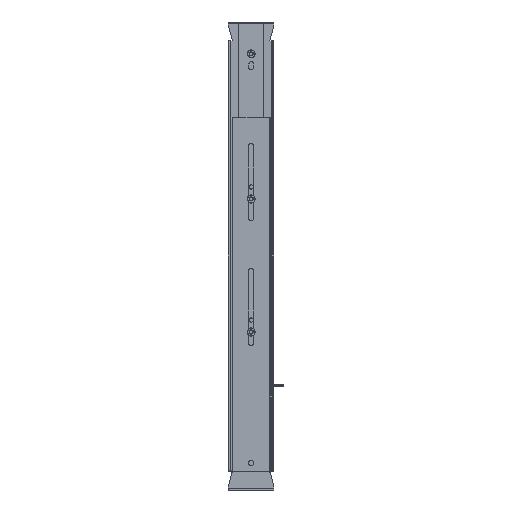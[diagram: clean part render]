
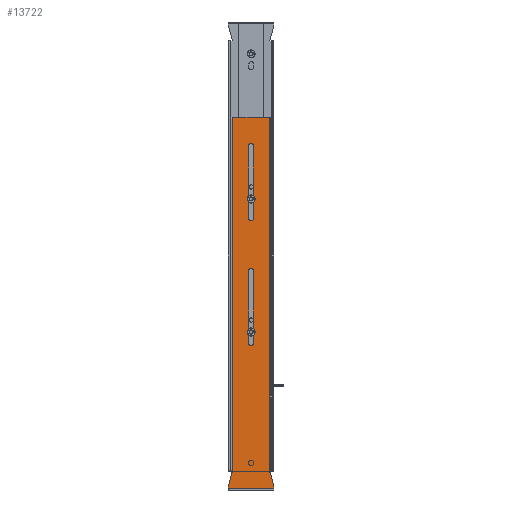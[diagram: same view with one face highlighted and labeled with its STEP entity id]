
A CAD part, left-side view. The second image highlights one B-rep face of the part: STEP entity #13722.
In plain terms, the highlighted face is planar.
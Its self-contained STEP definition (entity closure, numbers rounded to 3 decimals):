
#12753=DIRECTION('',(0.,-1.,0.));
#12754=VECTOR('',#12753,44.);
#12755=CARTESIAN_POINT('',(186.75,22.,0.));
#12756=LINE('',#12755,#12754);
#12757=DIRECTION('',(-1.,0.,0.));
#12758=VECTOR('',#12757,1.513);
#12759=CARTESIAN_POINT('',(186.75,-22.,0.));
#12760=LINE('',#12759,#12758);
#12761=DIRECTION('',(-0.966,0.258,0.));
#12762=VECTOR('',#12761,13.959);
#12763=CARTESIAN_POINT('',(185.237,-22.,0.));
#12764=LINE('',#12763,#12762);
#12765=DIRECTION('',(-1.,0.,0.));
#12766=VECTOR('',#12765,1.5);
#12767=CARTESIAN_POINT('',(171.75,-17.75,0.));
#12768=LINE('',#12767,#12766);
#12769=DIRECTION('',(0.,1.,0.));
#12770=VECTOR('',#12769,35.5);
#12771=CARTESIAN_POINT('',(-170.25,-17.75,0.));
#12772=LINE('',#12771,#12770);
#12773=DIRECTION('',(0.,1.,0.));
#12774=VECTOR('',#12773,0.65);
#12775=CARTESIAN_POINT('',(171.75,17.75,0.));
#12776=LINE('',#12775,#12774);
#12777=DIRECTION('',(0.966,0.258,0.));
#12778=VECTOR('',#12777,13.959);
#12779=CARTESIAN_POINT('',(171.75,18.4,0.));
#12780=LINE('',#12779,#12778);
#12781=DIRECTION('',(1.,0.,0.));
#12782=VECTOR('',#12781,1.513);
#12783=CARTESIAN_POINT('',(185.237,22.,0.));
#12784=LINE('',#12783,#12782);
#12785=DIRECTION('',(-1.,0.,0.));
#12786=VECTOR('',#12785,70.);
#12787=CARTESIAN_POINT('',(-72.75,2.25,0.));
#12788=LINE('',#12787,#12786);
#12789=CARTESIAN_POINT('',(-142.75,0.,0.));
#12790=DIRECTION('',(0.,0.,1.));
#12791=DIRECTION('',(0.,1.,0.));
#12792=AXIS2_PLACEMENT_3D('',#12789,#12790,#12791);
#12794=DIRECTION('',(1.,0.,0.));
#12795=VECTOR('',#12794,70.);
#12796=CARTESIAN_POINT('',(-142.75,-2.25,0.));
#12797=LINE('',#12796,#12795);
#12798=CARTESIAN_POINT('',(-72.75,0.,0.));
#12799=DIRECTION('',(0.,0.,1.));
#12800=DIRECTION('',(0.,-1.,0.));
#12801=AXIS2_PLACEMENT_3D('',#12798,#12799,#12800);
#12803=DIRECTION('',(-1.,0.,0.));
#12804=VECTOR('',#12803,70.);
#12805=CARTESIAN_POINT('',(47.25,2.25,0.));
#12806=LINE('',#12805,#12804);
#12807=CARTESIAN_POINT('',(-22.75,0.,0.));
#12808=DIRECTION('',(0.,0.,1.));
#12809=DIRECTION('',(0.,1.,0.));
#12810=AXIS2_PLACEMENT_3D('',#12807,#12808,#12809);
#12812=DIRECTION('',(1.,0.,0.));
#12813=VECTOR('',#12812,70.);
#12814=CARTESIAN_POINT('',(-22.75,-2.25,0.));
#12815=LINE('',#12814,#12813);
#12816=CARTESIAN_POINT('',(47.25,0.,0.));
#12817=DIRECTION('',(0.,0.,1.));
#12818=DIRECTION('',(0.,-1.,0.));
#12819=AXIS2_PLACEMENT_3D('',#12816,#12817,#12818);
#12968=DIRECTION('',(-1.,0.,0.));
#12969=VECTOR('',#12968,1.5);
#12970=CARTESIAN_POINT('',(171.75,17.75,0.));
#12971=LINE('',#12970,#12969);
#12988=DIRECTION('',(-1.,0.,0.));
#12989=VECTOR('',#12988,340.5);
#12990=CARTESIAN_POINT('',(170.25,17.75,0.));
#12991=LINE('',#12990,#12989);
#13078=DIRECTION('',(1.,0.,0.));
#13079=VECTOR('',#13078,340.5);
#13080=CARTESIAN_POINT('',(-170.25,-17.75,0.));
#13081=LINE('',#13080,#13079);
#13108=DIRECTION('',(0.,-1.,0.));
#13109=VECTOR('',#13108,0.65);
#13110=CARTESIAN_POINT('',(171.75,-17.75,0.));
#13111=LINE('',#13110,#13109);
#13322=CARTESIAN_POINT('',(186.75,-22.,0.));
#13323=VERTEX_POINT('',#13322);
#13324=CARTESIAN_POINT('',(186.75,22.,0.));
#13325=VERTEX_POINT('',#13324);
#13390=CARTESIAN_POINT('',(185.237,22.,0.));
#13391=VERTEX_POINT('',#13390);
#13394=CARTESIAN_POINT('',(185.237,-22.,0.));
#13395=VERTEX_POINT('',#13394);
#13396=CARTESIAN_POINT('',(171.75,-18.4,0.));
#13397=VERTEX_POINT('',#13396);
#13398=CARTESIAN_POINT('',(171.75,-17.75,0.));
#13399=VERTEX_POINT('',#13398);
#13400=CARTESIAN_POINT('',(170.25,-17.75,0.));
#13401=VERTEX_POINT('',#13400);
#13402=CARTESIAN_POINT('',(-170.25,-17.75,0.));
#13403=VERTEX_POINT('',#13402);
#13404=CARTESIAN_POINT('',(-170.25,17.75,0.));
#13405=VERTEX_POINT('',#13404);
#13406=CARTESIAN_POINT('',(170.25,17.75,0.));
#13407=VERTEX_POINT('',#13406);
#13408=CARTESIAN_POINT('',(171.75,17.75,0.));
#13409=VERTEX_POINT('',#13408);
#13410=CARTESIAN_POINT('',(171.75,18.4,0.));
#13411=VERTEX_POINT('',#13410);
#13412=CARTESIAN_POINT('',(-72.75,2.25,0.));
#13413=CARTESIAN_POINT('',(-142.75,2.25,0.));
#13414=VERTEX_POINT('',#13412);
#13415=VERTEX_POINT('',#13413);
#13416=CARTESIAN_POINT('',(-142.75,-2.25,0.));
#13417=VERTEX_POINT('',#13416);
#13418=CARTESIAN_POINT('',(-72.75,-2.25,0.));
#13419=VERTEX_POINT('',#13418);
#13420=CARTESIAN_POINT('',(47.25,2.25,0.));
#13421=CARTESIAN_POINT('',(-22.75,2.25,0.));
#13422=VERTEX_POINT('',#13420);
#13423=VERTEX_POINT('',#13421);
#13424=CARTESIAN_POINT('',(-22.75,-2.25,0.));
#13425=VERTEX_POINT('',#13424);
#13426=CARTESIAN_POINT('',(47.25,-2.25,0.));
#13427=VERTEX_POINT('',#13426);
#13673=CARTESIAN_POINT('',(0.,0.,0.));
#13674=DIRECTION('',(0.,0.,1.));
#13675=DIRECTION('',(1.,0.,0.));
#13676=AXIS2_PLACEMENT_3D('',#13673,#13674,#13675);
#13677=PLANE('',#13676);
#13678=ORIENTED_EDGE('',*,*,#13531,.T.);
#13680=ORIENTED_EDGE('',*,*,#13679,.T.);
#13682=ORIENTED_EDGE('',*,*,#13681,.T.);
#13684=ORIENTED_EDGE('',*,*,#13683,.F.);
#13686=ORIENTED_EDGE('',*,*,#13685,.T.);
#13688=ORIENTED_EDGE('',*,*,#13687,.F.);
#13690=ORIENTED_EDGE('',*,*,#13689,.T.);
#13692=ORIENTED_EDGE('',*,*,#13691,.F.);
#13694=ORIENTED_EDGE('',*,*,#13693,.F.);
#13696=ORIENTED_EDGE('',*,*,#13695,.T.);
#13698=ORIENTED_EDGE('',*,*,#13697,.T.);
#13699=ORIENTED_EDGE('',*,*,#13663,.T.);
#13700=EDGE_LOOP('',(#13678,#13680,#13682,#13684,#13686,#13688,#13690,#13692,
#13694,#13696,#13698,#13699));
#13701=FACE_OUTER_BOUND('',#13700,.F.);
#13703=ORIENTED_EDGE('',*,*,#13702,.T.);
#13705=ORIENTED_EDGE('',*,*,#13704,.T.);
#13707=ORIENTED_EDGE('',*,*,#13706,.T.);
#13709=ORIENTED_EDGE('',*,*,#13708,.T.);
#13710=EDGE_LOOP('',(#13703,#13705,#13707,#13709));
#13711=FACE_BOUND('',#13710,.F.);
#13713=ORIENTED_EDGE('',*,*,#13712,.T.);
#13715=ORIENTED_EDGE('',*,*,#13714,.T.);
#13717=ORIENTED_EDGE('',*,*,#13716,.T.);
#13719=ORIENTED_EDGE('',*,*,#13718,.T.);
#13720=EDGE_LOOP('',(#13713,#13715,#13717,#13719));
#13721=FACE_BOUND('',#13720,.F.);
#12793=CIRCLE('',#12792,2.25);
#12802=CIRCLE('',#12801,2.25);
#12811=CIRCLE('',#12810,2.25);
#12820=CIRCLE('',#12819,2.25);
#13531=EDGE_CURVE('',#13325,#13323,#12756,.T.);
#13663=EDGE_CURVE('',#13391,#13325,#12784,.T.);
#13679=EDGE_CURVE('',#13323,#13395,#12760,.T.);
#13681=EDGE_CURVE('',#13395,#13397,#12764,.T.);
#13683=EDGE_CURVE('',#13399,#13397,#13111,.T.);
#13685=EDGE_CURVE('',#13399,#13401,#12768,.T.);
#13687=EDGE_CURVE('',#13403,#13401,#13081,.T.);
#13689=EDGE_CURVE('',#13403,#13405,#12772,.T.);
#13691=EDGE_CURVE('',#13407,#13405,#12991,.T.);
#13693=EDGE_CURVE('',#13409,#13407,#12971,.T.);
#13695=EDGE_CURVE('',#13409,#13411,#12776,.T.);
#13697=EDGE_CURVE('',#13411,#13391,#12780,.T.);
#13702=EDGE_CURVE('',#13414,#13415,#12788,.T.);
#13704=EDGE_CURVE('',#13415,#13417,#12793,.T.);
#13706=EDGE_CURVE('',#13417,#13419,#12797,.T.);
#13708=EDGE_CURVE('',#13419,#13414,#12802,.T.);
#13712=EDGE_CURVE('',#13422,#13423,#12806,.T.);
#13714=EDGE_CURVE('',#13423,#13425,#12811,.T.);
#13716=EDGE_CURVE('',#13425,#13427,#12815,.T.);
#13718=EDGE_CURVE('',#13427,#13422,#12820,.T.);
#13722=ADVANCED_FACE('',(#13701,#13711,#13721),#13677,.T.);
